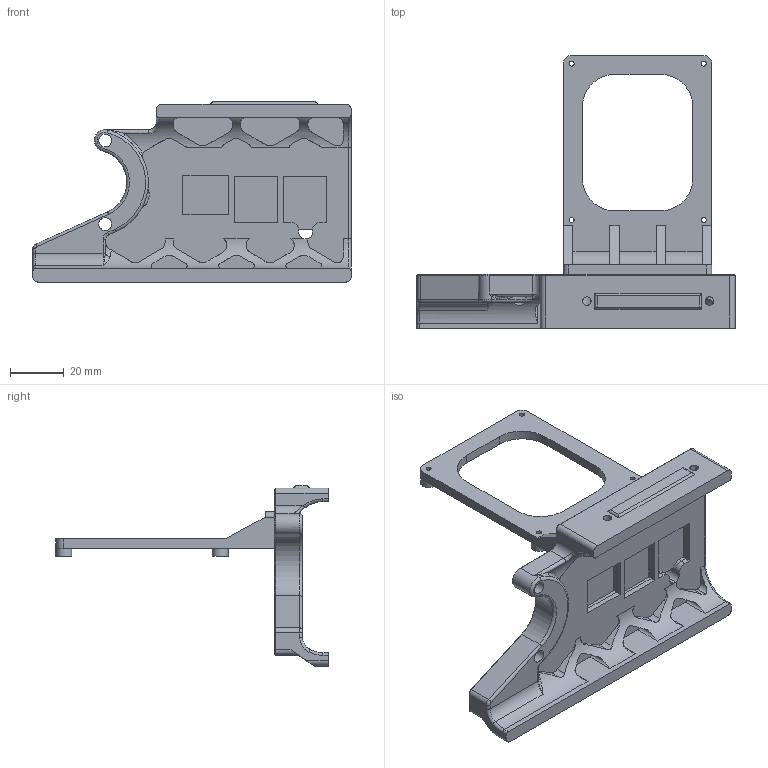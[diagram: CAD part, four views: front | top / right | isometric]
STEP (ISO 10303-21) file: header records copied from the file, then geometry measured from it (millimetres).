
FILE_DESCRIPTION(/* description */ (''),/* implementation_level */ '2;1');
FILE_NAME(/* name */ 'PiSkirt_350.step',/* time_stamp */ '2024-09-19T15:56:06+01:00',/* author */ (''),/* organization */ (''),/* preprocessor_version */ 'ST-DEVELOPER v20',/* originating_system */ 'Autodesk Translation Framework v13.14.0.145',/* authorisation */ '');
FILE_SCHEMA (('AUTOMOTIVE_DESIGN { 1 0 10303 214 3 1 1 }'));
Length unit declared in the file: millimetre
Products named in the file (1): Keystone_Skirt2
Bounding box: 118 x 101.15 x 66.8 mm (x, y, z)
Volume: 63118.3 mm3; surface area: 32496.8 mm2
Topology: 7 solids, 7 shells, 286 faces, 754 edges, 481 vertices
Faces by surface type: plane 145, cylinder 113, torus 11, cone 10, bspline 7
Full cylindrical faces by diameter (mm): 1.9 x4, 2.7 x4, 3.2 x2, 3.25 x2, 4.3 x2, 4.7 x3, 6 x6
Entity records: 9694 total; most frequent: CARTESIAN_POINT 2396, ORIENTED_EDGE 1504, DIRECTION 1491, EDGE_CURVE 752, AXIS2_PLACEMENT_3D 525, VERTEX_POINT 481, LINE 441, VECTOR 441
